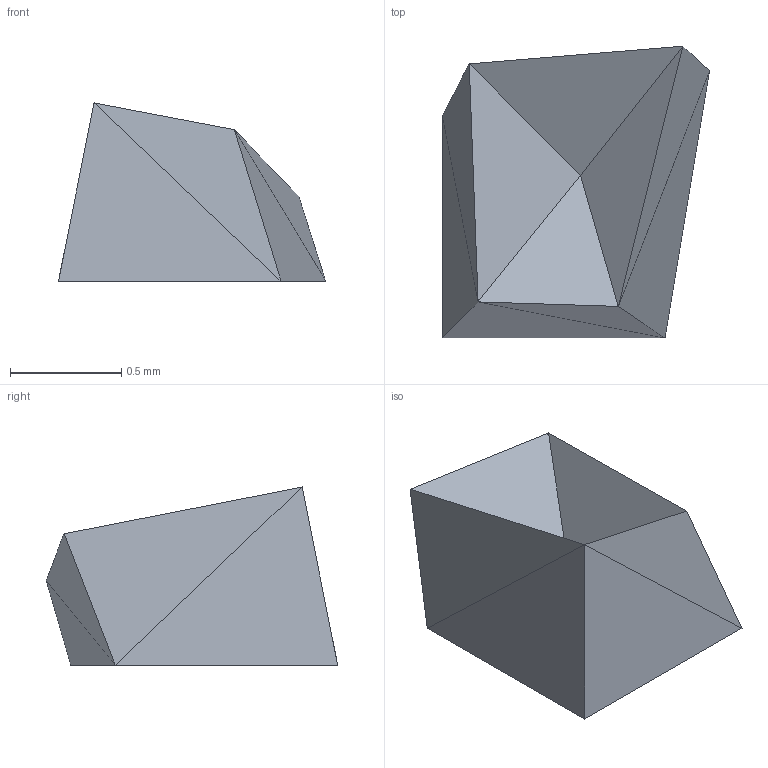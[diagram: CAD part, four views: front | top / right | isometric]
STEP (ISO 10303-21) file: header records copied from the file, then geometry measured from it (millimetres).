
FILE_DESCRIPTION(('FreeCAD Model'),'2;1');
FILE_NAME('Open CASCADE Shape Model','2023-11-09T11:28:00',('Author'),( ''),'Open CASCADE STEP processor 7.5','FreeCAD','Unknown');
FILE_SCHEMA(('AUTOMOTIVE_DESIGN { 1 0 10303 214 1 1 1 1 }'));
Length unit declared in the file: millimetre
Products named in the file (1): Solid
Bounding box: 1.2 x 1.31 x 0.8 mm (x, y, z)
Volume: 0.5 mm3; surface area: 5 mm2
Topology: 1 solids, 1 shells, 14 faces, 21 edges, 9 vertices
Faces by surface type: bspline 14
Entity records: 706 total; most frequent: CARTESIAN_POINT 339, ORIENTED_EDGE 42, PCURVE 42, DEFINITIONAL_REPRESENTATION 42, B_SPLINE_CURVE_WITH_KNOTS 42, DIRECTION 23, EDGE_CURVE 21, SURFACE_CURVE 21
